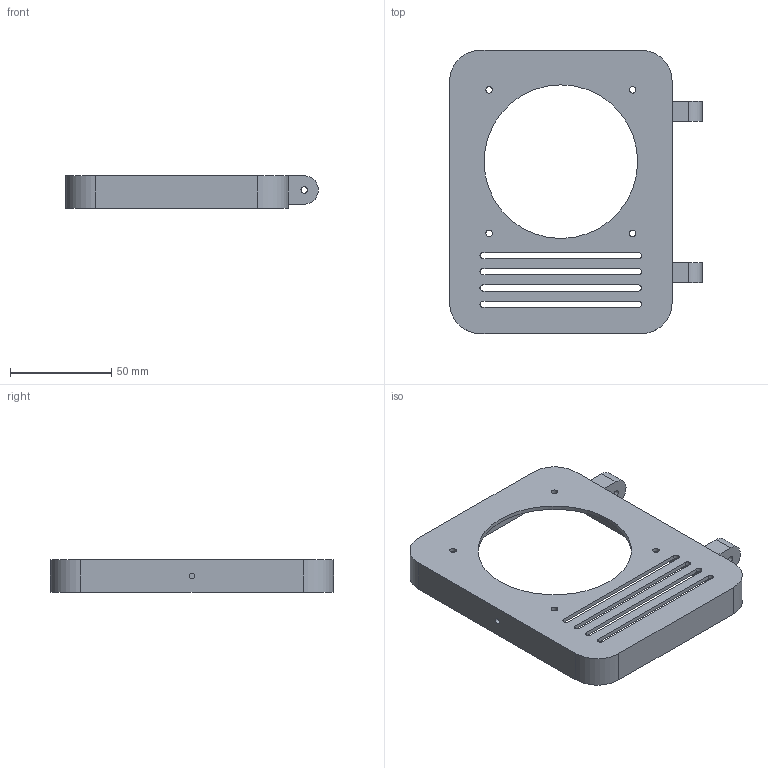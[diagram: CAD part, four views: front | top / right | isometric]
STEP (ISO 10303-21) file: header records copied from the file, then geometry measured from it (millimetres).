
FILE_DESCRIPTION(('FreeCAD Model'),'2;1');
FILE_NAME('Open CASCADE Shape Model','2022-01-15T11:06:00',('Author'),( ''),'Open CASCADE STEP processor 7.5','FreeCAD','Unknown');
FILE_SCHEMA(('AUTOMOTIVE_DESIGN { 1 0 10303 214 1 1 1 1 }'));
Length unit declared in the file: millimetre
Products named in the file (1): Fusion007
Bounding box: 125 x 140 x 16 mm (x, y, z)
Volume: 63496.4 mm3; surface area: 36825.5 mm2
Topology: 1 solids, 1 shells, 105 faces, 278 edges, 184 vertices
Faces by surface type: plane 67, cylinder 34, cone 4
Full cylindrical faces by diameter (mm): 2.8 x1, 3.2 x6, 76 x1
Entity records: 6904 total; most frequent: CARTESIAN_POINT 1268, DIRECTION 1038, LINE 610, VECTOR 610, ORIENTED_EDGE 556, PCURVE 556, DEFINITIONAL_REPRESENTATION 556, EDGE_CURVE 278
